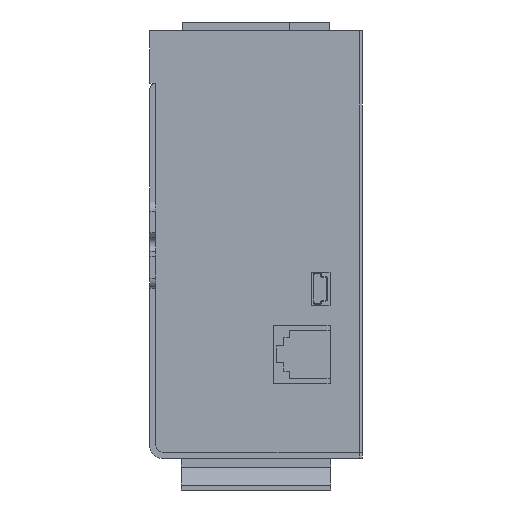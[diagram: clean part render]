
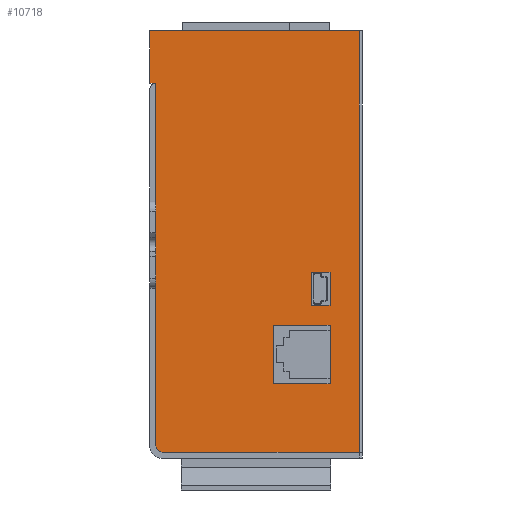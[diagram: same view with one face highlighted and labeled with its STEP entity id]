
A CAD part, front view. The second image highlights one B-rep face of the part: STEP entity #10718.
In plain terms, the highlighted planar face has unit normal (0, -1, 0).
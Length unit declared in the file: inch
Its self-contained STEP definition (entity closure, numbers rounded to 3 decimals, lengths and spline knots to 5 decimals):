
#33 = CARTESIAN_POINT ( 'NONE',  ( -1.07, -2.765, 1.625 ) ) ;
#54 = CARTESIAN_POINT ( 'NONE',  ( 0.745, -2.765, -1.4 ) ) ;
#108 = CARTESIAN_POINT ( 'NONE',  ( 0.555, -2.765, -0.61 ) ) ;
#128 = CARTESIAN_POINT ( 'NONE',  ( 0.745, -2.765, -0.277 ) ) ;
#174 = CARTESIAN_POINT ( 'NONE',  ( 1.04, -2.765, -2.09 ) ) ;
#180 = CARTESIAN_POINT ( 'NONE',  ( 0.745, -2.765, -0.61 ) ) ;
#182 = CARTESIAN_POINT ( 'NONE',  ( 0.555, -2.765, -0.277 ) ) ;
#224 = CARTESIAN_POINT ( 'NONE',  ( -1.01, -2.765, 0.4375 ) ) ;
#239 = CARTESIAN_POINT ( 'NONE',  ( -1.01, -2.765, 1.625 ) ) ;
#252 = CARTESIAN_POINT ( 'NONE',  ( 0.175, -2.765, -0.81 ) ) ;
#258 = CARTESIAN_POINT ( 'NONE',  ( -1.01, -2.765, -2.01062 ) ) ;
#366 = CARTESIAN_POINT ( 'NONE',  ( 1.04, -2.765, 2.15 ) ) ;
#368 = CARTESIAN_POINT ( 'NONE',  ( -1.07, -2.765, 2.15 ) ) ;
#1019 = CARTESIAN_POINT ( 'NONE',  ( 0.175, -2.765, -1.4 ) ) ;
#1094 = CARTESIAN_POINT ( 'NONE',  ( -1.01, -2.765, -0.4375 ) ) ;
#1410 = VECTOR ( 'NONE', #2350, 39.37008 ) ;
#1787 = CARTESIAN_POINT ( 'NONE',  ( 0.745, -2.765, -0.81 ) ) ;
#1825 = CARTESIAN_POINT ( 'NONE',  ( -0.93062, -2.765, -2.09 ) ) ;
#2349 = CARTESIAN_POINT ( 'NONE',  ( -1.07, -2.765, 2.15 ) ) ;
#2350 = DIRECTION ( 'NONE',  ( 1., 0., 0. ) ) ;
#2751 = LINE ( 'NONE', #2349, #1410 ) ;
#7863 = EDGE_CURVE ( 'NONE', #11649, #12273, #17771, .T. ) ;
#7913 = EDGE_CURVE ( 'NONE', #16693, #11649, #17774, .T. ) ;
#7930 = EDGE_CURVE ( 'NONE', #16655, #11801, #17775, .T. ) ;
#7983 = EDGE_CURVE ( 'NONE', #11503, #11764, #17776, .T. ) ;
#7999 = EDGE_CURVE ( 'NONE', #11581, #11655, #17779, .T. ) ;
#8002 = EDGE_CURVE ( 'NONE', #11657, #11581, #17781, .T. ) ;
#8030 = EDGE_CURVE ( 'NONE', #11801, #16468, #17783, .T. ) ;
#8086 = EDGE_CURVE ( 'NONE', #11726, #16543, #17786, .T. ) ;
#8220 = EDGE_CURVE ( 'NONE', #11503, #12309, #17790, .T. ) ;
#8235 = EDGE_CURVE ( 'NONE', #11655, #11602, #17793, .T. ) ;
#8241 = EDGE_CURVE ( 'NONE', #11524, #16655, #17795, .T. ) ;
#8279 = EDGE_CURVE ( 'NONE', #11818, #16693, #12861, .T. ) ;
#8280 = EDGE_CURVE ( 'NONE', #16468, #11524, #17800, .T. ) ;
#8282 = EDGE_CURVE ( 'NONE', #11602, #11657, #17802, .T. ) ;
#9906 = LINE ( 'NONE', #10210, #20976 ) ;
#9911 = LINE ( 'NONE', #10223, #20982 ) ;
#10210 = CARTESIAN_POINT ( 'NONE',  ( -1.01, -2.765, -2.01062 ) ) ;
#10211 = DIRECTION ( 'NONE',  ( 0., 0., -1. ) ) ;
#10223 = CARTESIAN_POINT ( 'NONE',  ( -1.01, -2.765, -2.01062 ) ) ;
#10224 = DIRECTION ( 'NONE',  ( 0., 0., -1. ) ) ;
#10453 = DIRECTION ( 'NONE',  ( 0., 0., 1. ) ) ;
#10454 = DIRECTION ( 'NONE',  ( 1., 0., 0. ) ) ;
#10455 = CARTESIAN_POINT ( 'NONE',  ( -1.07, -2.765, -2.15 ) ) ;
#10456 = DIRECTION ( 'NONE',  ( 0., 0., 1. ) ) ;
#10458 = DIRECTION ( 'NONE',  ( 0., 0., 1. ) ) ;
#10463 = CARTESIAN_POINT ( 'NONE',  ( 0.555, -2.765, -0.277 ) ) ;
#10464 = CARTESIAN_POINT ( 'NONE',  ( 0.745, -2.765, -0.81 ) ) ;
#10466 = DIRECTION ( 'NONE',  ( 0., 0., -1. ) ) ;
#10468 = DIRECTION ( 'NONE',  ( 0., 0., 1. ) ) ;
#10469 = DIRECTION ( 'NONE',  ( 1., 0., 0. ) ) ;
#10482 = DIRECTION ( 'NONE',  ( 0., 0., 1. ) ) ;
#10486 = DIRECTION ( 'NONE',  ( -1., 0., 0. ) ) ;
#10490 = DIRECTION ( 'NONE',  ( 1., 0., 0. ) ) ;
#10494 = CARTESIAN_POINT ( 'NONE',  ( 0.555, -2.765, -0.277 ) ) ;
#10495 = CARTESIAN_POINT ( 'NONE',  ( 1.41024, -2.765, -2.09 ) ) ;
#10499 = CARTESIAN_POINT ( 'NONE',  ( -0.93062, -2.765, -2.01062 ) ) ;
#10502 = CARTESIAN_POINT ( 'NONE',  ( 0.175, -2.765, -0.81 ) ) ;
#10504 = DIRECTION ( 'NONE',  ( 0., 0., -1. ) ) ;
#10508 = CARTESIAN_POINT ( 'NONE',  ( -1.46306, -2.765, 1.625 ) ) ;
#10510 = CARTESIAN_POINT ( 'NONE',  ( 0.555, -2.765, -0.61 ) ) ;
#10511 = CARTESIAN_POINT ( 'NONE',  ( 0.175, -2.765, -1.4 ) ) ;
#10513 = CARTESIAN_POINT ( 'NONE',  ( 0.175, -2.765, -0.81 ) ) ;
#10514 = DIRECTION ( 'NONE',  ( 1., 0., 0. ) ) ;
#10515 = DIRECTION ( 'NONE',  ( 0., -1., 0. ) ) ;
#10516 = CARTESIAN_POINT ( 'NONE',  ( -1.01, -2.765, -2.01062 ) ) ;
#10519 = DIRECTION ( 'NONE',  ( -1., 0., 0. ) ) ;
#10520 = CARTESIAN_POINT ( 'NONE',  ( 0.745, -2.765, -0.277 ) ) ;
#10523 = DIRECTION ( 'NONE',  ( 0., 0., -1. ) ) ;
#10533 = CARTESIAN_POINT ( 'NONE',  ( 1.04, -2.765, -2.15 ) ) ;
#10718 = ADVANCED_FACE ( 'NONE', ( #14400, #14401, #14402 ), #13473, .T. ) ;
#11503 = VERTEX_POINT ( 'NONE', #33 ) ;
#11524 = VERTEX_POINT ( 'NONE', #54 ) ;
#11581 = VERTEX_POINT ( 'NONE', #108 ) ;
#11602 = VERTEX_POINT ( 'NONE', #128 ) ;
#11649 = VERTEX_POINT ( 'NONE', #174 ) ;
#11655 = VERTEX_POINT ( 'NONE', #180 ) ;
#11657 = VERTEX_POINT ( 'NONE', #182 ) ;
#11726 = VERTEX_POINT ( 'NONE', #224 ) ;
#11764 = VERTEX_POINT ( 'NONE', #239 ) ;
#11801 = VERTEX_POINT ( 'NONE', #252 ) ;
#11818 = VERTEX_POINT ( 'NONE', #258 ) ;
#12273 = VERTEX_POINT ( 'NONE', #366 ) ;
#12309 = VERTEX_POINT ( 'NONE', #368 ) ;
#12823 = VECTOR ( 'NONE', #10486, 39.37008 ) ;
#12835 = VECTOR ( 'NONE', #10454, 39.37008 ) ;
#12843 = VECTOR ( 'NONE', #10490, 39.37008 ) ;
#12850 = VECTOR ( 'NONE', #10504, 39.37008 ) ;
#12857 = VECTOR ( 'NONE', #10453, 39.37008 ) ;
#12858 = VECTOR ( 'NONE', #10469, 39.37008 ) ;
#12860 = VECTOR ( 'NONE', #10458, 39.37008 ) ;
#12861 = CIRCLE ( 'NONE', #13009, 0.07938 ) ;
#12878 = VECTOR ( 'NONE', #10466, 39.37008 ) ;
#12884 = VECTOR ( 'NONE', #10468, 39.37008 ) ;
#12913 = VECTOR ( 'NONE', #10514, 39.37008 ) ;
#12925 = VECTOR ( 'NONE', #10523, 39.37008 ) ;
#12926 = VECTOR ( 'NONE', #10456, 39.37008 ) ;
#12927 = VECTOR ( 'NONE', #10519, 39.37008 ) ;
#13009 = AXIS2_PLACEMENT_3D ( 'NONE', #10499, #10515, #10482 ) ;
#13118 = AXIS2_PLACEMENT_3D ( 'NONE', #13474, #13475, #13476 ) ;
#13473 = PLANE ( 'NONE',  #13118 ) ;
#13474 = CARTESIAN_POINT ( 'NONE',  ( -1.07, -2.765, -2.15 ) ) ;
#13475 = DIRECTION ( 'NONE',  ( 0., -1., 0. ) ) ;
#13476 = DIRECTION ( 'NONE',  ( 0., 0., -1. ) ) ;
#14400 = FACE_BOUND ( 'NONE', #21204, .T. ) ;
#14401 = FACE_BOUND ( 'NONE', #21389, .T. ) ;
#14402 = FACE_OUTER_BOUND ( 'NONE', #21175, .T. ) ;
#16468 = VERTEX_POINT ( 'NONE', #1019 ) ;
#16543 = VERTEX_POINT ( 'NONE', #1094 ) ;
#16655 = VERTEX_POINT ( 'NONE', #1787 ) ;
#16693 = VERTEX_POINT ( 'NONE', #1825 ) ;
#16968 = ORIENTED_EDGE ( 'NONE', *, *, #8002, .F. ) ;
#16969 = ORIENTED_EDGE ( 'NONE', *, *, #8235, .F. ) ;
#16970 = ORIENTED_EDGE ( 'NONE', *, *, #8282, .F. ) ;
#16971 = ORIENTED_EDGE ( 'NONE', *, *, #7999, .F. ) ;
#16972 = ORIENTED_EDGE ( 'NONE', *, *, #8030, .F. ) ;
#16973 = ORIENTED_EDGE ( 'NONE', *, *, #8241, .F. ) ;
#16974 = ORIENTED_EDGE ( 'NONE', *, *, #7930, .F. ) ;
#16975 = ORIENTED_EDGE ( 'NONE', *, *, #8280, .F. ) ;
#16976 = ORIENTED_EDGE ( 'NONE', *, *, #7913, .T. ) ;
#16978 = ORIENTED_EDGE ( 'NONE', *, *, #18228, .F. ) ;
#16979 = ORIENTED_EDGE ( 'NONE', *, *, #7863, .T. ) ;
#16980 = ORIENTED_EDGE ( 'NONE', *, *, #8220, .F. ) ;
#16981 = ORIENTED_EDGE ( 'NONE', *, *, #22265, .T. ) ;
#16982 = ORIENTED_EDGE ( 'NONE', *, *, #7983, .T. ) ;
#16983 = ORIENTED_EDGE ( 'NONE', *, *, #8086, .T. ) ;
#16984 = ORIENTED_EDGE ( 'NONE', *, *, #22271, .T. ) ;
#16985 = ORIENTED_EDGE ( 'NONE', *, *, #8279, .T. ) ;
#17771 = LINE ( 'NONE', #10533, #12926 ) ;
#17774 = LINE ( 'NONE', #10495, #12843 ) ;
#17775 = LINE ( 'NONE', #10502, #12823 ) ;
#17776 = LINE ( 'NONE', #10508, #12858 ) ;
#17779 = LINE ( 'NONE', #10510, #12913 ) ;
#17781 = LINE ( 'NONE', #10463, #12925 ) ;
#17783 = LINE ( 'NONE', #10513, #12850 ) ;
#17786 = LINE ( 'NONE', #10516, #12878 ) ;
#17790 = LINE ( 'NONE', #10455, #12860 ) ;
#17793 = LINE ( 'NONE', #10520, #12857 ) ;
#17795 = LINE ( 'NONE', #10464, #12884 ) ;
#17800 = LINE ( 'NONE', #10511, #12835 ) ;
#17802 = LINE ( 'NONE', #10494, #12927 ) ;
#18228 = EDGE_CURVE ( 'NONE', #12309, #12273, #2751, .T. ) ;
#20976 = VECTOR ( 'NONE', #10211, 39.37008 ) ;
#20982 = VECTOR ( 'NONE', #10224, 39.37008 ) ;
#21175 = EDGE_LOOP ( 'NONE', ( #16976, #16979, #16978, #16980, #16982, #16981, #16983, #16984, #16985 ) ) ;
#21204 = EDGE_LOOP ( 'NONE', ( #16968, #16970, #16969, #16971 ) ) ;
#21389 = EDGE_LOOP ( 'NONE', ( #16972, #16974, #16973, #16975 ) ) ;
#22265 = EDGE_CURVE ( 'NONE', #11764, #11726, #9906, .T. ) ;
#22271 = EDGE_CURVE ( 'NONE', #16543, #11818, #9911, .T. ) ;
